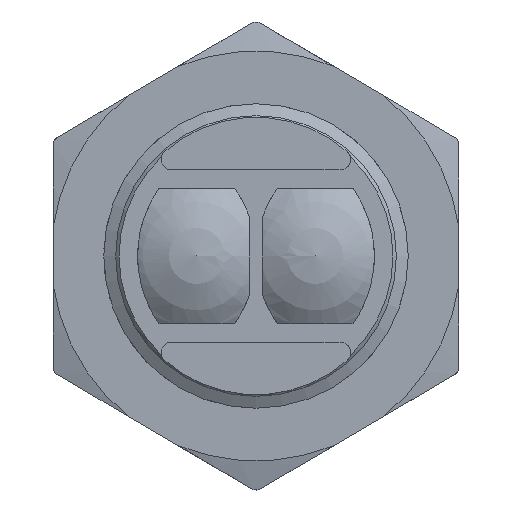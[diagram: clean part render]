
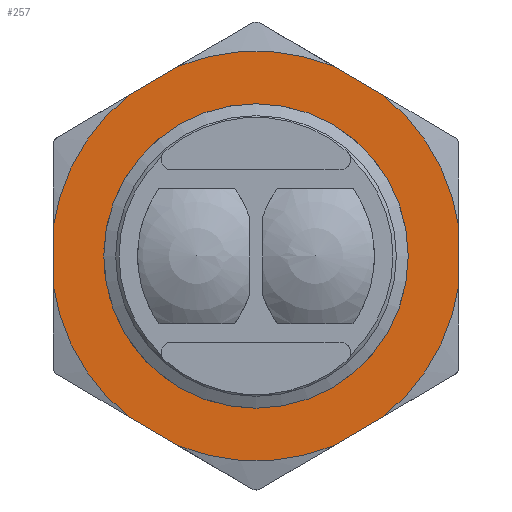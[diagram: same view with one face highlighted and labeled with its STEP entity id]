
A CAD part, left-side view. The second image highlights one B-rep face of the part: STEP entity #257.
In plain terms, the highlighted face is planar.
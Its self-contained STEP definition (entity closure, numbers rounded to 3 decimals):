
#257 = ADVANCED_FACE( '', ( #503, #504 ), #505, .T. );
#503 = FACE_OUTER_BOUND( '', #765, .T. );
#504 = FACE_BOUND( '', #766, .T. );
#505 = PLANE( '', #767 );
#765 = EDGE_LOOP( '', ( #1197, #1198, #1199, #1200, #1201, #1202, #1203, #1204, #1205, #1206, #1207, #1208 ) );
#766 = EDGE_LOOP( '', ( #1209 ) );
#767 = AXIS2_PLACEMENT_3D( '', #1210, #1211, #1212 );
#1197 = ORIENTED_EDGE( '', *, *, #1766, .F. );
#1198 = ORIENTED_EDGE( '', *, *, #1767, .T. );
#1199 = ORIENTED_EDGE( '', *, *, #1738, .F. );
#1200 = ORIENTED_EDGE( '', *, *, #1768, .T. );
#1201 = ORIENTED_EDGE( '', *, *, #1734, .F. );
#1202 = ORIENTED_EDGE( '', *, *, #1749, .T. );
#1203 = ORIENTED_EDGE( '', *, *, #1754, .F. );
#1204 = ORIENTED_EDGE( '', *, *, #1769, .T. );
#1205 = ORIENTED_EDGE( '', *, *, #1762, .F. );
#1206 = ORIENTED_EDGE( '', *, *, #1770, .T. );
#1207 = ORIENTED_EDGE( '', *, *, #1646, .F. );
#1208 = ORIENTED_EDGE( '', *, *, #1654, .T. );
#1209 = ORIENTED_EDGE( '', *, *, #1771, .F. );
#1210 = CARTESIAN_POINT( '', ( -13.918, 0., 0. ) );
#1211 = DIRECTION( '', ( 0., 0., -1. ) );
#1212 = DIRECTION( '', ( -1., 0., 0. ) );
#1646 = EDGE_CURVE( '', #1904, #1899, #1906, .F. );
#1654 = EDGE_CURVE( '', #1904, #1918, #1920, .T. );
#1734 = EDGE_CURVE( '', #2041, #2039, #2043, .F. );
#1738 = EDGE_CURVE( '', #2047, #2045, #2049, .F. );
#1749 = EDGE_CURVE( '', #2041, #2063, #2065, .T. );
#1754 = EDGE_CURVE( '', #2070, #2063, #2072, .F. );
#1762 = EDGE_CURVE( '', #2082, #2080, #2084, .F. );
#1766 = EDGE_CURVE( '', #2089, #1918, #2090, .F. );
#1767 = EDGE_CURVE( '', #2089, #2045, #2091, .T. );
#1768 = EDGE_CURVE( '', #2047, #2039, #2092, .T. );
#1769 = EDGE_CURVE( '', #2070, #2080, #2093, .T. );
#1770 = EDGE_CURVE( '', #2082, #1899, #2094, .T. );
#1771 = EDGE_CURVE( '', #2095, #2095, #2096, .T. );
#1899 = VERTEX_POINT( '', #2300 );
#1904 = VERTEX_POINT( '', #2313 );
#1906 = CIRCLE( '', #2318, 12.118 );
#1918 = VERTEX_POINT( '', #2334 );
#1920 = LINE( '', #2339, #2340 );
#2039 = VERTEX_POINT( '', #2603 );
#2041 = VERTEX_POINT( '', #2608 );
#2043 = CIRCLE( '', #2613, 12.118 );
#2045 = VERTEX_POINT( '', #2615 );
#2047 = VERTEX_POINT( '', #2620 );
#2049 = CIRCLE( '', #2625, 12.118 );
#2063 = VERTEX_POINT( '', #2700 );
#2065 = LINE( '', #2705, #2706 );
#2070 = VERTEX_POINT( '', #2719 );
#2072 = CIRCLE( '', #2724, 12.118 );
#2080 = VERTEX_POINT( '', #2749 );
#2082 = VERTEX_POINT( '', #2754 );
#2084 = CIRCLE( '', #2759, 12.118 );
#2089 = VERTEX_POINT( '', #2764 );
#2090 = CIRCLE( '', #2765, 12.118 );
#2091 = LINE( '', #2766, #2767 );
#2092 = LINE( '', #2768, #2769 );
#2093 = LINE( '', #2770, #2771 );
#2094 = LINE( '', #2772, #2773 );
#2095 = VERTEX_POINT( '', #2774 );
#2096 = CIRCLE( '', #2775, 9. );
#2300 = CARTESIAN_POINT( '', ( 9.489, -7.537, 0. ) );
#2313 = CARTESIAN_POINT( '', ( 1.69, -12., 0. ) );
#2318 = AXIS2_PLACEMENT_3D( '', #2970, #2971, #2972 );
#2334 = CARTESIAN_POINT( '', ( -1.69, -12., 0. ) );
#2339 = CARTESIAN_POINT( '', ( -6.867, -12., 0. ) );
#2340 = VECTOR( '', #2980, 1000. );
#2603 = CARTESIAN_POINT( '', ( -9.489, 7.537, 0. ) );
#2608 = CARTESIAN_POINT( '', ( -1.69, 12., 0. ) );
#2613 = AXIS2_PLACEMENT_3D( '', #3055, #3056, #3057 );
#2615 = CARTESIAN_POINT( '', ( -11.202, -4.622, 0. ) );
#2620 = CARTESIAN_POINT( '', ( -11.202, 4.622, 0. ) );
#2625 = AXIS2_PLACEMENT_3D( '', #3058, #3059, #3060 );
#2700 = CARTESIAN_POINT( '', ( 1.69, 12., 0. ) );
#2705 = CARTESIAN_POINT( '', ( -6.867, 12., 0. ) );
#2706 = VECTOR( '', #3069, 1000. );
#2719 = CARTESIAN_POINT( '', ( 9.489, 7.537, 0. ) );
#2724 = AXIS2_PLACEMENT_3D( '', #3070, #3071, #3072 );
#2749 = CARTESIAN_POINT( '', ( 11.202, 4.622, 0. ) );
#2754 = CARTESIAN_POINT( '', ( 11.202, -4.622, 0. ) );
#2759 = AXIS2_PLACEMENT_3D( '', #3076, #3077, #3078 );
#2764 = CARTESIAN_POINT( '', ( -9.489, -7.537, 0. ) );
#2765 = AXIS2_PLACEMENT_3D( '', #3082, #3083, #3084 );
#2766 = CARTESIAN_POINT( '', ( -13.918, 0., 0. ) );
#2767 = VECTOR( '', #3085, 1000. );
#2768 = CARTESIAN_POINT( '', ( -13.918, 0., 0. ) );
#2769 = VECTOR( '', #3086, 1000. );
#2770 = CARTESIAN_POINT( '', ( 13.918, 0., 0. ) );
#2771 = VECTOR( '', #3087, 1000. );
#2772 = CARTESIAN_POINT( '', ( 13.918, 0., 0. ) );
#2773 = VECTOR( '', #3088, 1000. );
#2774 = CARTESIAN_POINT( '', ( 4.56, -7.759, 0. ) );
#2775 = AXIS2_PLACEMENT_3D( '', #3089, #3090, #3091 );
#2970 = CARTESIAN_POINT( '', ( 0., 0., 0. ) );
#2971 = DIRECTION( '', ( 0., 0., -1. ) );
#2972 = DIRECTION( '', ( -1., 0., 0. ) );
#2980 = DIRECTION( '', ( -1., 0., 0. ) );
#3055 = CARTESIAN_POINT( '', ( 0., 0., 0. ) );
#3056 = DIRECTION( '', ( 0., 0., -1. ) );
#3057 = DIRECTION( '', ( -1., 0., 0. ) );
#3058 = CARTESIAN_POINT( '', ( 0., 0., 0. ) );
#3059 = DIRECTION( '', ( 0., 0., -1. ) );
#3060 = DIRECTION( '', ( -1., 0., 0. ) );
#3069 = DIRECTION( '', ( 1., 0., 0. ) );
#3070 = CARTESIAN_POINT( '', ( 0., 0., 0. ) );
#3071 = DIRECTION( '', ( 0., 0., -1. ) );
#3072 = DIRECTION( '', ( -1., 0., 0. ) );
#3076 = CARTESIAN_POINT( '', ( 0., 0., 0. ) );
#3077 = DIRECTION( '', ( 0., 0., -1. ) );
#3078 = DIRECTION( '', ( -1., 0., 0. ) );
#3082 = CARTESIAN_POINT( '', ( 0., 0., 0. ) );
#3083 = DIRECTION( '', ( 0., 0., -1. ) );
#3084 = DIRECTION( '', ( -1., 0., 0. ) );
#3085 = DIRECTION( '', ( -0.507, 0.862, 0. ) );
#3086 = DIRECTION( '', ( 0.507, 0.862, 0. ) );
#3087 = DIRECTION( '', ( 0.507, -0.862, 0. ) );
#3088 = DIRECTION( '', ( -0.507, -0.862, 0. ) );
#3089 = CARTESIAN_POINT( '', ( 0., 0., 0. ) );
#3090 = DIRECTION( '', ( 0., 0., -1. ) );
#3091 = DIRECTION( '', ( 0.507, -0.862, 0. ) );
